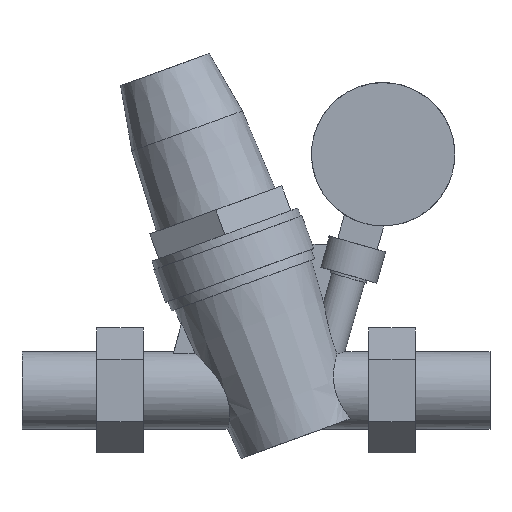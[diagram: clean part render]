
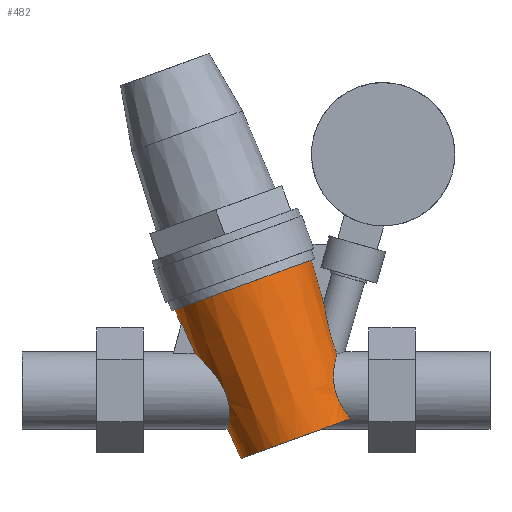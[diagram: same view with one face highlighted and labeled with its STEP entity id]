
A CAD part, front view. The second image highlights one B-rep face of the part: STEP entity #482.
In plain terms, the highlighted conical face has half-angle 4.059 degrees and reference radius 24.507 mm.
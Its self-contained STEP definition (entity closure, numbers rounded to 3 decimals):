
#157=CARTESIAN_POINT('Vertex',(-27.802,0.,27.591)) ;
#161=CARTESIAN_POINT('Control Point',(18.922,-2.,44.597)) ;
#162=CARTESIAN_POINT('Control Point',(17.187,-24.901,43.966)) ;
#163=CARTESIAN_POINT('Control Point',(-4.402,-24.901,36.108)) ;
#164=CARTESIAN_POINT('Control Point',(-27.802,-24.901,27.591)) ;
#165=CARTESIAN_POINT('Control Point',(-27.802,0.,27.591)) ;
#166=CARTESIAN_POINT('Vertex',(18.922,-2.,44.597)) ;
#281=CARTESIAN_POINT('Control Point',(-5.108,0.,-23.238)) ;
#282=CARTESIAN_POINT('Control Point',(-5.108,-20.961,-23.238)) ;
#283=CARTESIAN_POINT('Control Point',(14.589,-20.961,-16.069)) ;
#284=CARTESIAN_POINT('Control Point',(26.948,-20.961,-11.57)) ;
#285=CARTESIAN_POINT('Control Point',(32.324,-9.118,-9.613)) ;
#286=CARTESIAN_POINT('Vertex',(-5.108,0.,-23.238)) ;
#288=CARTESIAN_POINT('Vertex',(32.324,-9.118,-9.613)) ;
#363=CARTESIAN_POINT('Axis2P3D Location',(-2.503,0.,30.89)) ;
#369=CARTESIAN_POINT('Control Point',(-25.572,0.,22.598)) ;
#370=CARTESIAN_POINT('Control Point',(-27.802,0.,27.591)) ;
#371=CARTESIAN_POINT('Vertex',(-25.572,0.,22.598)) ;
#375=CARTESIAN_POINT('Control Point',(-25.572,0.,22.598)) ;
#376=CARTESIAN_POINT('Control Point',(-25.572,-1.019,22.598)) ;
#377=CARTESIAN_POINT('Control Point',(-25.549,-2.037,22.685)) ;
#378=CARTESIAN_POINT('Control Point',(-25.503,-3.035,22.857)) ;
#379=CARTESIAN_POINT('Control Point',(-25.438,-4.,23.1)) ;
#380=CARTESIAN_POINT('Vertex',(-25.438,-4.,23.1)) ;
#384=CARTESIAN_POINT('Control Point',(-20.752,-4.,12.632)) ;
#385=CARTESIAN_POINT('Control Point',(-22.314,-4.,16.121)) ;
#386=CARTESIAN_POINT('Control Point',(-23.876,-4.,19.611)) ;
#387=CARTESIAN_POINT('Control Point',(-25.438,-4.,23.1)) ;
#388=CARTESIAN_POINT('Vertex',(-20.752,-4.,12.632)) ;
#392=CARTESIAN_POINT('Control Point',(-9.568,0.,-13.25)) ;
#393=CARTESIAN_POINT('Control Point',(-9.568,-1.412,-13.25)) ;
#394=CARTESIAN_POINT('Control Point',(-9.526,-2.823,-13.062)) ;
#395=CARTESIAN_POINT('Control Point',(-9.443,-4.172,-12.686)) ;
#396=CARTESIAN_POINT('Control Point',(-9.278,-6.209,-11.827)) ;
#397=CARTESIAN_POINT('Control Point',(-9.119,-7.927,-10.663)) ;
#398=CARTESIAN_POINT('Control Point',(-9.064,-8.547,-10.169)) ;
#399=CARTESIAN_POINT('Control Point',(-8.921,-10.443,-8.422)) ;
#400=CARTESIAN_POINT('Control Point',(-8.963,-11.768,-6.413)) ;
#401=CARTESIAN_POINT('Control Point',(-9.14,-12.427,-4.96)) ;
#402=CARTESIAN_POINT('Control Point',(-9.671,-13.095,-2.704)) ;
#403=CARTESIAN_POINT('Control Point',(-10.542,-13.274,-0.529)) ;
#404=CARTESIAN_POINT('Control Point',(-10.895,-13.28,0.24)) ;
#405=CARTESIAN_POINT('Control Point',(-11.973,-13.151,2.329)) ;
#406=CARTESIAN_POINT('Control Point',(-13.277,-12.635,4.289)) ;
#407=CARTESIAN_POINT('Control Point',(-14.172,-12.162,5.487)) ;
#408=CARTESIAN_POINT('Control Point',(-15.608,-11.216,7.252)) ;
#409=CARTESIAN_POINT('Control Point',(-17.066,-9.88,8.875)) ;
#410=CARTESIAN_POINT('Control Point',(-17.575,-9.362,9.424)) ;
#411=CARTESIAN_POINT('Control Point',(-18.596,-8.188,10.499)) ;
#412=CARTESIAN_POINT('Control Point',(-19.55,-6.742,11.459)) ;
#413=CARTESIAN_POINT('Control Point',(-20.008,-5.923,11.912)) ;
#414=CARTESIAN_POINT('Control Point',(-20.42,-5.009,12.312)) ;
#415=CARTESIAN_POINT('Control Point',(-20.752,-4.,12.632)) ;
#416=CARTESIAN_POINT('Vertex',(-9.568,0.,-13.25)) ;
#420=CARTESIAN_POINT('Control Point',(-5.108,0.,-23.238)) ;
#421=CARTESIAN_POINT('Control Point',(-9.568,0.,-13.25)) ;
#424=CARTESIAN_POINT('Control Point',(27.686,-4.739,12.374)) ;
#425=CARTESIAN_POINT('Control Point',(27.495,-6.416,11.731)) ;
#426=CARTESIAN_POINT('Control Point',(27.241,-7.916,10.831)) ;
#427=CARTESIAN_POINT('Control Point',(26.976,-9.176,9.755)) ;
#428=CARTESIAN_POINT('Control Point',(26.596,-10.945,7.74)) ;
#429=CARTESIAN_POINT('Control Point',(26.435,-12.105,5.529)) ;
#430=CARTESIAN_POINT('Control Point',(26.418,-12.484,4.601)) ;
#431=CARTESIAN_POINT('Control Point',(26.534,-13.285,1.969)) ;
#432=CARTESIAN_POINT('Control Point',(27.12,-13.387,-0.63)) ;
#433=CARTESIAN_POINT('Control Point',(27.703,-13.2,-2.234)) ;
#434=CARTESIAN_POINT('Control Point',(28.923,-12.532,-4.784)) ;
#435=CARTESIAN_POINT('Control Point',(30.413,-11.27,-7.087)) ;
#436=CARTESIAN_POINT('Control Point',(31.044,-10.663,-7.977)) ;
#437=CARTESIAN_POINT('Control Point',(31.688,-9.952,-8.823)) ;
#438=CARTESIAN_POINT('Control Point',(32.324,-9.118,-9.613)) ;
#439=CARTESIAN_POINT('Vertex',(27.686,-4.739,12.374)) ;
#443=CARTESIAN_POINT('Control Point',(27.686,-4.739,12.374)) ;
#444=CARTESIAN_POINT('Control Point',(27.34,-5.184,13.245)) ;
#445=CARTESIAN_POINT('Control Point',(27.002,-5.492,14.154)) ;
#446=CARTESIAN_POINT('Control Point',(26.681,-5.712,15.078)) ;
#447=CARTESIAN_POINT('Control Point',(26.196,-5.941,16.569)) ;
#448=CARTESIAN_POINT('Control Point',(25.75,-6.007,18.08)) ;
#449=CARTESIAN_POINT('Control Point',(25.589,-6.011,18.645)) ;
#450=CARTESIAN_POINT('Control Point',(25.112,-5.965,20.376)) ;
#451=CARTESIAN_POINT('Control Point',(24.681,-5.743,22.116)) ;
#452=CARTESIAN_POINT('Control Point',(24.409,-5.517,23.287)) ;
#453=CARTESIAN_POINT('Control Point',(24.02,-5.056,25.065)) ;
#454=CARTESIAN_POINT('Control Point',(23.669,-4.348,26.809)) ;
#455=CARTESIAN_POINT('Control Point',(23.554,-4.071,27.4)) ;
#456=CARTESIAN_POINT('Control Point',(23.377,-3.569,28.328)) ;
#457=CARTESIAN_POINT('Control Point',(23.217,-2.914,29.208)) ;
#458=CARTESIAN_POINT('Control Point',(23.16,-2.645,29.525)) ;
#459=CARTESIAN_POINT('Control Point',(23.106,-2.347,29.828)) ;
#460=CARTESIAN_POINT('Control Point',(23.057,-2.,30.104)) ;
#461=CARTESIAN_POINT('Vertex',(23.057,-2.,30.104)) ;
#465=CARTESIAN_POINT('Control Point',(23.057,-2.,30.104)) ;
#466=CARTESIAN_POINT('Control Point',(21.679,-2.,34.935)) ;
#467=CARTESIAN_POINT('Control Point',(20.3,-2.,39.766)) ;
#468=CARTESIAN_POINT('Control Point',(18.922,-2.,44.597)) ;
#364=DIRECTION('Axis2P3D Direction',(-0.342,0.,0.94)) ;
#365=DIRECTION('Axis2P3D XDirection',(-0.94,0.,-0.342)) ;
#366=AXIS2_PLACEMENT_3D('Cone Axis2P3D',#363,#364,#365) ;
#367=CONICAL_SURFACE('Cone',#366,24.507,0.071) ;
#168=EDGE_CURVE('',#167,#158,#160,.T.) ;
#290=EDGE_CURVE('',#287,#289,#280,.T.) ;
#373=EDGE_CURVE('',#372,#158,#368,.T.) ;
#382=EDGE_CURVE('',#372,#381,#374,.T.) ;
#390=EDGE_CURVE('',#389,#381,#383,.T.) ;
#418=EDGE_CURVE('',#417,#389,#391,.T.) ;
#422=EDGE_CURVE('',#287,#417,#419,.T.) ;
#441=EDGE_CURVE('',#440,#289,#423,.T.) ;
#463=EDGE_CURVE('',#440,#462,#442,.T.) ;
#469=EDGE_CURVE('',#462,#167,#464,.T.) ;
#471=ORIENTED_EDGE('',*,*,#168,.T.) ;
#472=ORIENTED_EDGE('',*,*,#373,.F.) ;
#473=ORIENTED_EDGE('',*,*,#382,.T.) ;
#474=ORIENTED_EDGE('',*,*,#390,.F.) ;
#475=ORIENTED_EDGE('',*,*,#418,.F.) ;
#476=ORIENTED_EDGE('',*,*,#422,.F.) ;
#477=ORIENTED_EDGE('',*,*,#290,.T.) ;
#478=ORIENTED_EDGE('',*,*,#441,.F.) ;
#479=ORIENTED_EDGE('',*,*,#463,.T.) ;
#480=ORIENTED_EDGE('',*,*,#469,.T.) ;
#470=EDGE_LOOP('',(#471,#472,#473,#474,#475,#476,#477,#478,#479,#480)) ;
#158=VERTEX_POINT('',#157) ;
#167=VERTEX_POINT('',#166) ;
#287=VERTEX_POINT('',#286) ;
#289=VERTEX_POINT('',#288) ;
#372=VERTEX_POINT('',#371) ;
#381=VERTEX_POINT('',#380) ;
#389=VERTEX_POINT('',#388) ;
#417=VERTEX_POINT('',#416) ;
#440=VERTEX_POINT('',#439) ;
#462=VERTEX_POINT('',#461) ;
#482=ADVANCED_FACE('Solid1',(#481),#367,.T.) ;
#368=B_SPLINE_CURVE_WITH_KNOTS('',1,(#369,#370),.UNSPECIFIED.,.F.,.U.,(2,2),(0.165,0.183),.UNSPECIFIED.) ;
#374=B_SPLINE_CURVE_WITH_KNOTS('',4,(#375,#376,#377,#378,#379),.UNSPECIFIED.,.F.,.U.,(5,5),(0.,4.078),.UNSPECIFIED.) ;
#383=B_SPLINE_CURVE_WITH_KNOTS('',3,(#384,#385,#386,#387),.UNSPECIFIED.,.F.,.U.,(4,4),(19.572,35.792),.UNSPECIFIED.) ;
#391=B_SPLINE_CURVE_WITH_KNOTS('',5,(#392,#393,#394,#395,#396,#397,#398,#399,#400,#401,#402,#403,#404,#405,#406,#407,#408,#409,#410,#411,#412,#413,#414,#415),.UNSPECIFIED.,.F.,.U.,(6,3,3,3,3,3,3,6),(0.,7.065,11.603,22.213,28.178,38.779,44.488,50.413),.UNSPECIFIED.) ;
#419=B_SPLINE_CURVE_WITH_KNOTS('',1,(#420,#421),.UNSPECIFIED.,.F.,.U.,(2,2),(0.,0.036),.UNSPECIFIED.) ;
#423=B_SPLINE_CURVE_WITH_KNOTS('',5,(#424,#425,#426,#427,#428,#429,#430,#431,#432,#433,#434,#435,#436,#437,#438),.UNSPECIFIED.,.F.,.U.,(6,3,3,3,6),(4.934,14.367,20.969,32.963,41.108),.UNSPECIFIED.) ;
#442=B_SPLINE_CURVE_WITH_KNOTS('',5,(#443,#444,#445,#446,#447,#448,#449,#450,#451,#452,#453,#454,#455,#456,#457,#458,#459,#460),.UNSPECIFIED.,.F.,.U.,(6,3,3,3,3,6),(7.414,14.415,18.56,27.108,31.567,34.19),.UNSPECIFIED.) ;
#464=B_SPLINE_CURVE_WITH_KNOTS('',3,(#465,#466,#467,#468),.UNSPECIFIED.,.F.,.U.,(4,4),(44.273,65.587),.UNSPECIFIED.) ;
#481=FACE_OUTER_BOUND('',#470,.T.) ;
#160=(BOUNDED_CURVE()B_SPLINE_CURVE(2,(#161,#162,#163,#164,#165),.UNSPECIFIED.,.F.,.U.)B_SPLINE_CURVE_WITH_KNOTS((3,2,3),(2.787,49.802,99.604),.UNSPECIFIED.)CURVE()GEOMETRIC_REPRESENTATION_ITEM()RATIONAL_B_SPLINE_CURVE((0.969,0.723,1.,0.707,1.))REPRESENTATION_ITEM('')) ;
#280=(BOUNDED_CURVE()B_SPLINE_CURVE(2,(#281,#282,#283,#284,#285),.UNSPECIFIED.,.F.,.U.)B_SPLINE_CURVE_WITH_KNOTS((3,2,3),(0.,41.922,71.448),.UNSPECIFIED.)CURVE()GEOMETRIC_REPRESENTATION_ITEM()RATIONAL_B_SPLINE_CURVE((1.,0.707,1.,0.794,0.878))REPRESENTATION_ITEM('')) ;
